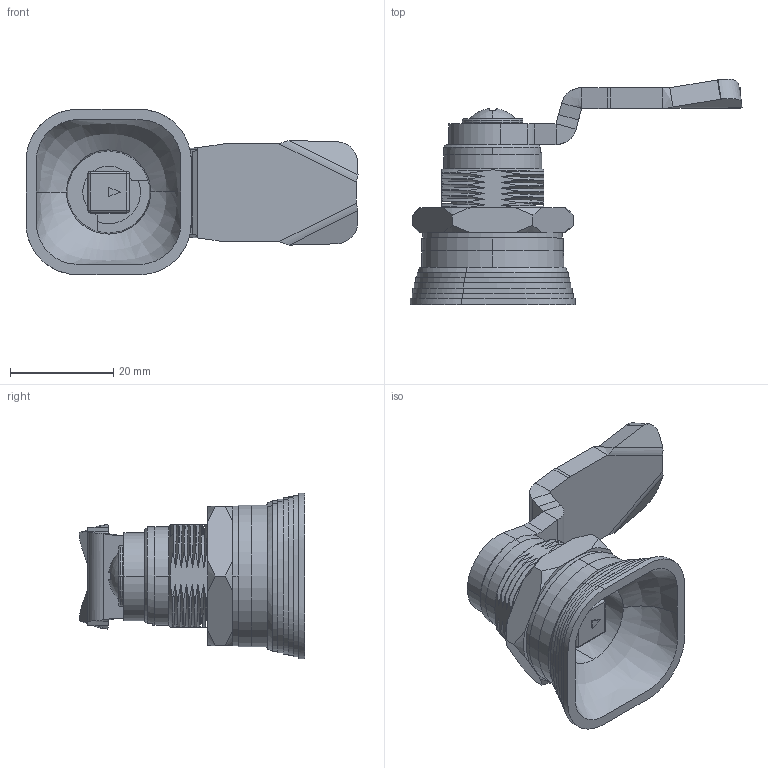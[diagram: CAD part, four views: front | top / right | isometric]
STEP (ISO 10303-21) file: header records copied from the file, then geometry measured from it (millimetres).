
FILE_DESCRIPTION (( 'STEP AP203' ), '1' );
FILE_NAME ('KT48.35.0.64.0.PLASTIK.STEP', '2022-07-29T05:38:44', ( '' ), ( '' ), 'SwSTEP 2.0', 'SolidWorks 2021', '' );
FILE_SCHEMA (( 'CONFIG_CONTROL_DESIGN' ));
Length unit declared in the file: millimetre
Products named in the file (1): KT48.35.0.64.0.PLASTIK
Bounding box: 64.28 x 43.65 x 32 mm (x, y, z)
Surface area: 9270.7 mm2 (no closed solid volume)
Topology: 0 solids, 6 shells, 245 faces, 806 edges, 558 vertices
Faces by surface type: bspline 76, plane 72, cylinder 59, cone 28, sphere 6, torus 4
Entity records: 35443 total; most frequent: CARTESIAN_POINT 29531, ORIENTED_EDGE 1394, DIRECTION 855, EDGE_CURVE 802, VERTEX_POINT 558, B_SPLINE_CURVE_WITH_KNOTS 307, AXIS2_PLACEMENT_3D 293, LINE 269
